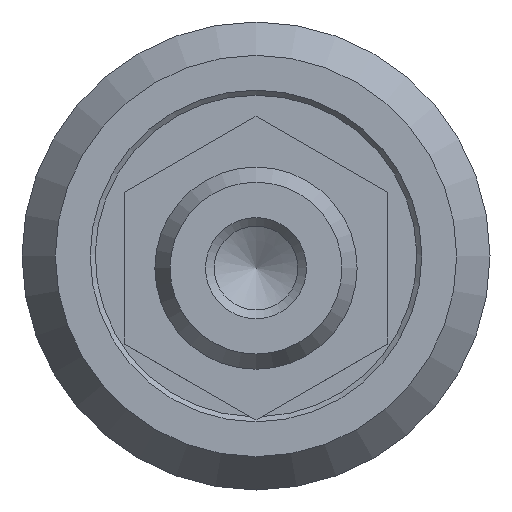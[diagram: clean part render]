
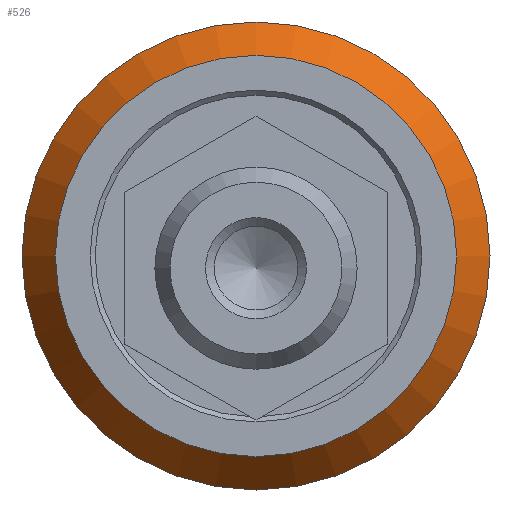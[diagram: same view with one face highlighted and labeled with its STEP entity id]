
A CAD part, left-side view. The second image highlights one B-rep face of the part: STEP entity #526.
In plain terms, the highlighted conical face has half-angle 35.596 degrees and reference radius 9.92 mm.
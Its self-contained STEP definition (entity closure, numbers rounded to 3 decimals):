
#29=CONICAL_SURFACE('',#560,9.92,0.621);
#87=ORIENTED_EDGE('',*,*,#161,.F.);
#88=ORIENTED_EDGE('',*,*,#160,.T.);
#160=EDGE_CURVE('',#197,#197,#223,.T.);
#161=EDGE_CURVE('',#198,#198,#224,.T.);
#197=VERTEX_POINT('',#736);
#198=VERTEX_POINT('',#739);
#223=CIRCLE('',#559,9.92);
#224=CIRCLE('',#561,11.57);
#244=EDGE_LOOP('',(#87));
#245=EDGE_LOOP('',(#88));
#287=FACE_BOUND('',#244,.T.);
#288=FACE_BOUND('',#245,.T.);
#526=ADVANCED_FACE('',(#287,#288),#29,.T.);
#559=AXIS2_PLACEMENT_3D('',#735,#616,#617);
#560=AXIS2_PLACEMENT_3D('',#737,#618,#619);
#561=AXIS2_PLACEMENT_3D('',#738,#620,#621);
#616=DIRECTION('',(1.,0.,0.));
#617=DIRECTION('',(0.,0.,-1.));
#618=DIRECTION('',(1.,0.,0.));
#619=DIRECTION('',(0.,0.,-1.));
#620=DIRECTION('',(1.,0.,0.));
#621=DIRECTION('',(0.,0.,-1.));
#735=CARTESIAN_POINT('',(6.,0.,0.));
#736=CARTESIAN_POINT('',(6.,0.,-9.92));
#737=CARTESIAN_POINT('',(6.,0.,0.));
#738=CARTESIAN_POINT('',(8.305,0.,0.));
#739=CARTESIAN_POINT('',(8.305,0.,-11.57));
